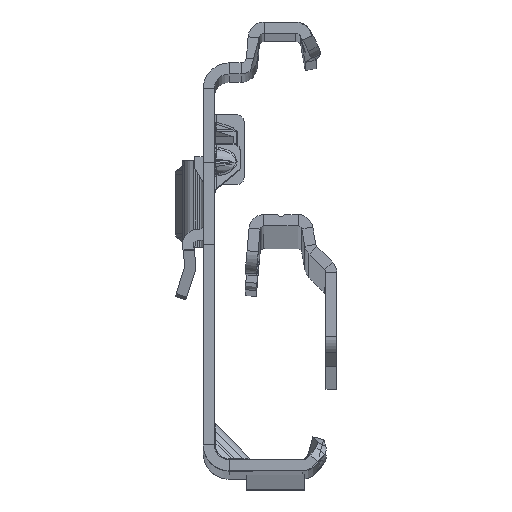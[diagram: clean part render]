
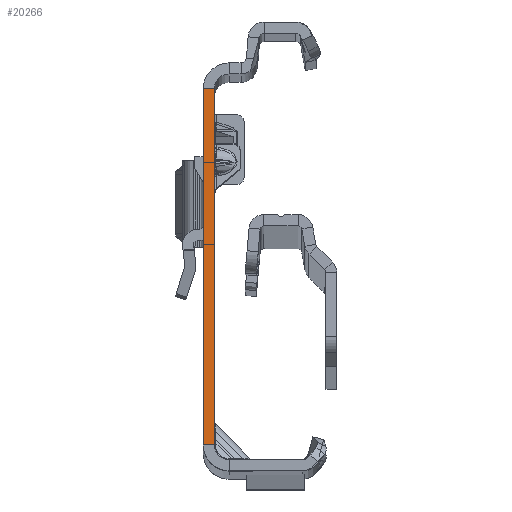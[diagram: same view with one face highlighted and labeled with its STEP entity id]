
A CAD part, top view. The second image highlights one B-rep face of the part: STEP entity #20266.
In plain terms, the highlighted planar face has unit normal (0, 0, 1).
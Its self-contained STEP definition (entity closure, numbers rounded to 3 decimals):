
#227 = VECTOR ( 'NONE', #20648, 1000. ) ;
#4848 = PLANE ( 'NONE',  #16889 ) ;
#5196 = CARTESIAN_POINT ( 'NONE',  ( 0., 22.135, 0. ) ) ;
#5839 = LINE ( 'NONE', #13344, #227 ) ;
#6725 = LINE ( 'NONE', #24907, #11933 ) ;
#7283 = CARTESIAN_POINT ( 'NONE',  ( 0., -27.865, 0. ) ) ;
#7772 = FACE_OUTER_BOUND ( 'NONE', #14048, .T. ) ;
#9978 = ORIENTED_EDGE ( 'NONE', *, *, #33556, .F. ) ;
#11395 = CARTESIAN_POINT ( 'NONE',  ( -1.5, -27.865, 0. ) ) ;
#11925 = ORIENTED_EDGE ( 'NONE', *, *, #47031, .T. ) ;
#11933 = VECTOR ( 'NONE', #18094, 1000. ) ;
#13102 = CARTESIAN_POINT ( 'NONE',  ( 0., 22.135, 0. ) ) ;
#13344 = CARTESIAN_POINT ( 'NONE',  ( -1.5, -27.865, 0. ) ) ;
#14048 = EDGE_LOOP ( 'NONE', ( #31732, #36228, #11925, #9978 ) ) ;
#15027 = DIRECTION ( 'NONE',  ( 0., -1., 0. ) ) ;
#15407 = VERTEX_POINT ( 'NONE', #40388 ) ;
#16889 = AXIS2_PLACEMENT_3D ( 'NONE', #11395, #26199, #18667 ) ;
#18094 = DIRECTION ( 'NONE',  ( -1., 0., 0. ) ) ;
#18667 = DIRECTION ( 'NONE',  ( 1., 0., 0. ) ) ;
#19440 = VECTOR ( 'NONE', #15027, 1000. ) ;
#19874 = VERTEX_POINT ( 'NONE', #26138 ) ;
#20266 = ADVANCED_FACE ( 'NONE', ( #7772 ), #4848, .T. ) ;
#20648 = DIRECTION ( 'NONE',  ( 0., -1., 0. ) ) ;
#24907 = CARTESIAN_POINT ( 'NONE',  ( 0., -25.865, 0. ) ) ;
#26138 = CARTESIAN_POINT ( 'NONE',  ( -1.5, -25.865, 0. ) ) ;
#26199 = DIRECTION ( 'NONE',  ( 0., 0., 1. ) ) ;
#26973 = VERTEX_POINT ( 'NONE', #5196 ) ;
#27625 = EDGE_CURVE ( 'NONE', #26973, #36350, #47787, .T. ) ;
#27889 = DIRECTION ( 'NONE',  ( -1., 0., 0. ) ) ;
#31732 = ORIENTED_EDGE ( 'NONE', *, *, #27625, .F. ) ;
#32285 = VECTOR ( 'NONE', #27889, 1000. ) ;
#33556 = EDGE_CURVE ( 'NONE', #36350, #19874, #6725, .T. ) ;
#36228 = ORIENTED_EDGE ( 'NONE', *, *, #43853, .T. ) ;
#36350 = VERTEX_POINT ( 'NONE', #44592 ) ;
#40388 = CARTESIAN_POINT ( 'NONE',  ( -1.5, 22.135, 0. ) ) ;
#43393 = LINE ( 'NONE', #13102, #32285 ) ;
#43853 = EDGE_CURVE ( 'NONE', #26973, #15407, #43393, .T. ) ;
#44592 = CARTESIAN_POINT ( 'NONE',  ( 0., -25.865, 0. ) ) ;
#47031 = EDGE_CURVE ( 'NONE', #15407, #19874, #5839, .T. ) ;
#47787 = LINE ( 'NONE', #7283, #19440 ) ;
